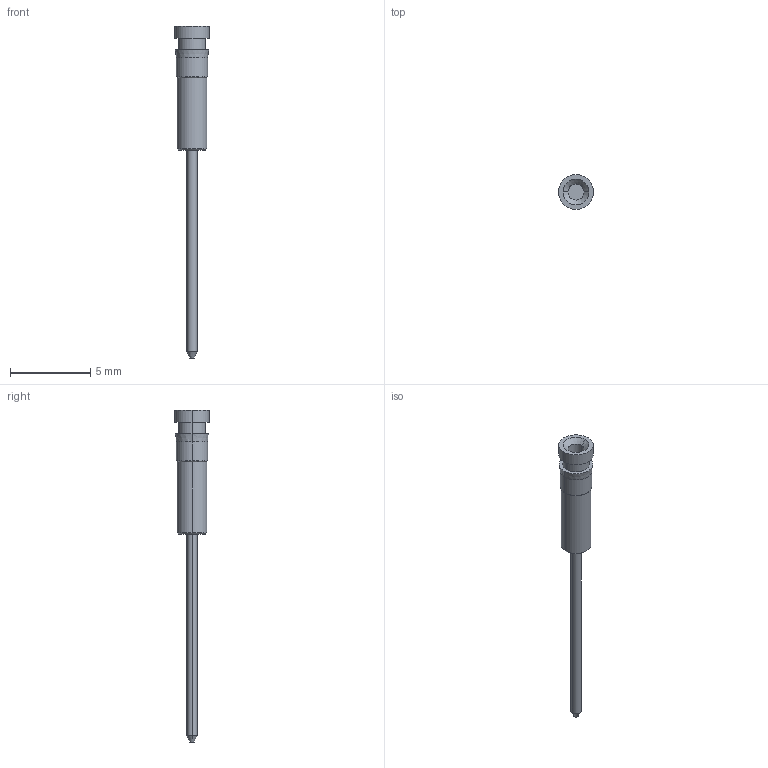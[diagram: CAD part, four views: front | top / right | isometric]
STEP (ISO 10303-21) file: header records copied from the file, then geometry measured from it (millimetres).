
FILE_DESCRIPTION((''),'2;1');
FILE_NAME('AUGAT_LSG-2FG1-1.stp','2009-12-18T12:01:02',(''),(''),'Mechanical Desktop 2006','Mechanical Desktop 2006',', , ');
FILE_SCHEMA(('AUTOMOTIVE_DESIGN { 1 2 10303 214 0 1 1 1 }'));
Length unit declared in the file: millimetre
Products named in the file (1): Product
Bounding box: 2.16 x 2.16 x 20.65 mm (x, y, z)
Volume: 20.1 mm3; surface area: 102.3 mm2
Topology: 2 solids, 2 shells, 29 faces, 54 edges, 32 vertices
Faces by surface type: cylinder 12, cone 10, plane 7
Entity records: 768 total; most frequent: DIRECTION 146, CARTESIAN_POINT 116, ORIENTED_EDGE 108, AXIS2_PLACEMENT_3D 62, EDGE_CURVE 54, VERTEX_POINT 32, CIRCLE 32, EDGE_LOOP 32
